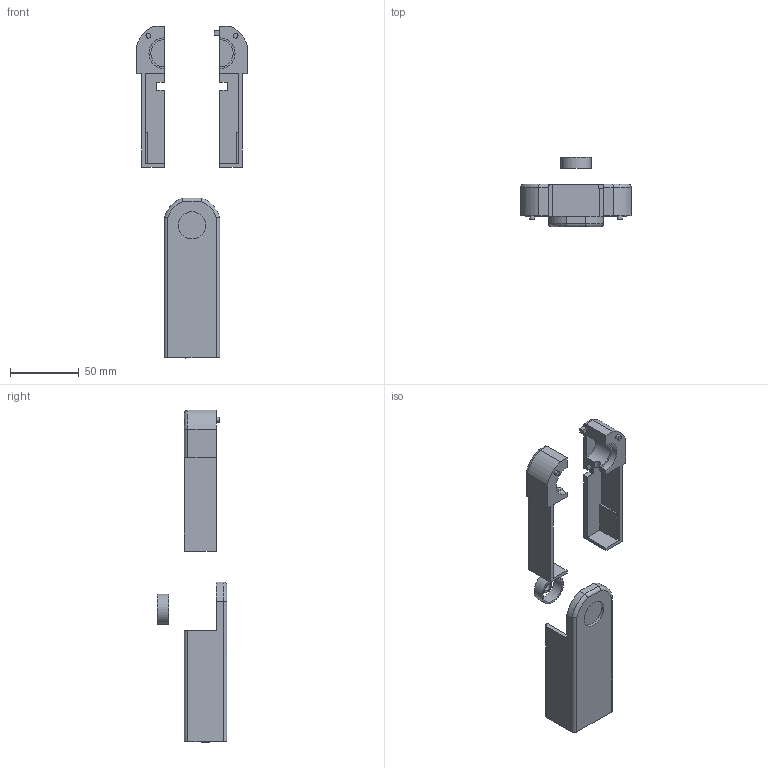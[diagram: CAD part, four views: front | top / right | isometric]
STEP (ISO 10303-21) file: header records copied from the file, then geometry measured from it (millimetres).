
FILE_DESCRIPTION(/* description */ (''),/* implementation_level */ '2;1');
FILE_NAME(/* name */ 'LED 9V Circuit Holder.step',/* time_stamp */ '2023-11-25T19:25:23-06:00',/* author */ (''),/* organization */ (''),/* preprocessor_version */ 'ST-DEVELOPER v20',/* originating_system */ 'Autodesk Translation Framework v12.14.0.127',/* authorisation */ '');
FILE_SCHEMA (('AUTOMOTIVE_DESIGN { 1 0 10303 214 3 1 1 }'));
Length unit declared in the file: millimetre
Products named in the file (2): (Unsaved); Color Mixer
Assembly tree (1 placements, depth 2):
  (Unsaved)
    Color Mixer
Bounding box: 80.38 x 50.63 x 241.16 mm (x, y, z)
Volume: 94525.6 mm3; surface area: 42205.1 mm2
Topology: 5 solids, 5 shells, 123 faces, 316 edges, 208 vertices
Faces by surface type: plane 87, cylinder 32, torus 4
Full cylindrical faces by diameter (mm): 3.5 x2, 4 x2, 6 x1, 10 x1, 19.5 x1, 19.8 x1, 22 x2, 22.5 x1
Entity records: 3906 total; most frequent: CARTESIAN_POINT 789, ORIENTED_EDGE 632, DIRECTION 620, EDGE_CURVE 316, LINE 244, VECTOR 244, VERTEX_POINT 208, AXIS2_PLACEMENT_3D 188
